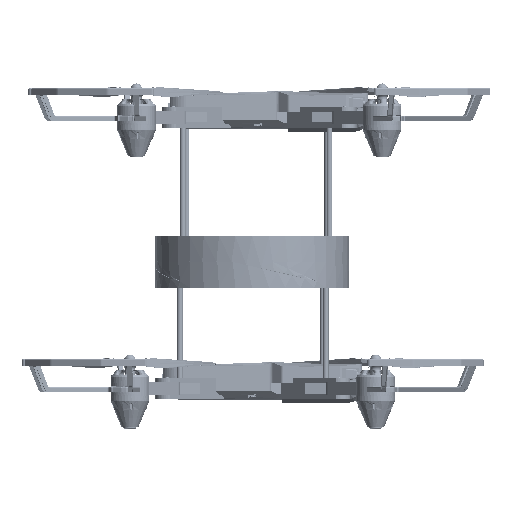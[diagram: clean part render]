
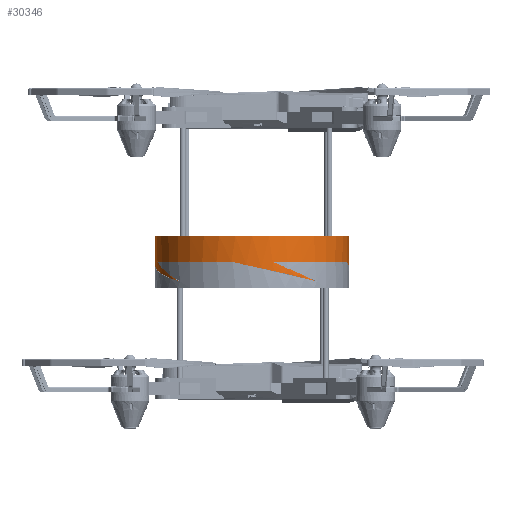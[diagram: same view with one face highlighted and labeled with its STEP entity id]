
A CAD part, front view. The second image highlights one B-rep face of the part: STEP entity #30346.
In plain terms, the highlighted cylindrical face has radius 75 mm (diameter 150 mm), a full revolution.
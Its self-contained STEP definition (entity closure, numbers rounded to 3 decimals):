
#1421=B_SPLINE_CURVE_WITH_KNOTS('',3,(#48234,#48235,#48236,#48237,#48238),
 .UNSPECIFIED.,.F.,.F.,(4,1,4),(0.,0.286,0.5),
 .UNSPECIFIED.);
#1423=B_SPLINE_CURVE_WITH_KNOTS('',3,(#48270,#48271,#48272,#48273,#48274,
#48275),.UNSPECIFIED.,.F.,.F.,(4,1,1,4),(0.,0.398,0.663,
0.929),.UNSPECIFIED.);
#1425=B_SPLINE_CURVE_WITH_KNOTS('',3,(#48303,#48304,#48305,#48306,#48307),
 .UNSPECIFIED.,.F.,.F.,(4,1,4),(0.,0.286,0.5),
 .UNSPECIFIED.);
#1427=B_SPLINE_CURVE_WITH_KNOTS('',3,(#48339,#48340,#48341,#48342,#48343,
#48344),.UNSPECIFIED.,.F.,.F.,(4,1,1,4),(0.,0.398,0.663,
0.929),.UNSPECIFIED.);
#1429=B_SPLINE_CURVE_WITH_KNOTS('',3,(#48372,#48373,#48374,#48375,#48376),
 .UNSPECIFIED.,.F.,.F.,(4,1,4),(0.,0.286,0.5),
 .UNSPECIFIED.);
#1431=B_SPLINE_CURVE_WITH_KNOTS('',3,(#48408,#48409,#48410,#48411,#48412,
#48413),.UNSPECIFIED.,.F.,.F.,(4,1,1,4),(0.,0.398,0.663,
0.929),.UNSPECIFIED.);
#1435=B_SPLINE_CURVE_WITH_KNOTS('',3,(#48437,#48438,#48439,#48440,#48441,
#48442),.UNSPECIFIED.,.F.,.F.,(4,1,1,4),(0.214,0.398,
0.663,0.929),.UNSPECIFIED.);
#1436=B_SPLINE_CURVE_WITH_KNOTS('',3,(#48443,#48444,#48445,#48446,#48447),
 .UNSPECIFIED.,.F.,.F.,(4,1,4),(0.,0.286,0.5),
 .UNSPECIFIED.);
#1437=B_SPLINE_CURVE_WITH_KNOTS('',3,(#48448,#48449,#48450,#48451),
 .UNSPECIFIED.,.F.,.F.,(4,4),(0.,0.214),.UNSPECIFIED.);
#3512=FACE_OUTER_BOUND('',#5453,.T.);
#5453=EDGE_LOOP('',(#22762,#22763,#22764,#22765,#22766,#22767,#22768,#22769,
#22770,#22771,#22772,#22773,#22774,#22775,#22776,#22777));
#7515=LINE('',#48435,#9869);
#9869=VECTOR('',#37144,70.);
#11974=CIRCLE('',#32637,75.);
#11975=CIRCLE('',#32639,75.);
#11978=CIRCLE('',#32643,75.);
#11979=CIRCLE('',#32645,75.);
#11981=CIRCLE('',#32648,75.);
#13585=VERTEX_POINT('',#48168);
#13587=VERTEX_POINT('',#48172);
#13589=VERTEX_POINT('',#48177);
#13590=VERTEX_POINT('',#48179);
#13593=VERTEX_POINT('',#48186);
#13595=VERTEX_POINT('',#48190);
#13597=VERTEX_POINT('',#48195);
#13598=VERTEX_POINT('',#48197);
#13600=VERTEX_POINT('',#48203);
#13603=VERTEX_POINT('',#48233);
#13605=VERTEX_POINT('',#48302);
#13607=VERTEX_POINT('',#48371);
#13610=VERTEX_POINT('',#48434);
#13611=VERTEX_POINT('',#48436);
#16960=EDGE_CURVE('',#13585,#13587,#11974,.T.);
#16962=EDGE_CURVE('',#13590,#13589,#11975,.T.);
#16968=EDGE_CURVE('',#13593,#13595,#11978,.T.);
#16970=EDGE_CURVE('',#13598,#13597,#11979,.T.);
#16973=EDGE_CURVE('',#13600,#13600,#11981,.T.);
#16976=EDGE_CURVE('',#13590,#13603,#1421,.T.);
#16979=EDGE_CURVE('',#13595,#13603,#1423,.T.);
#16981=EDGE_CURVE('',#13598,#13605,#1425,.T.);
#16984=EDGE_CURVE('',#13605,#13587,#1427,.T.);
#16986=EDGE_CURVE('',#13585,#13607,#1429,.T.);
#16989=EDGE_CURVE('',#13589,#13607,#1431,.T.);
#16994=EDGE_CURVE('',#13600,#13610,#7515,.T.);
#16995=EDGE_CURVE('',#13610,#13611,#1435,.T.);
#16996=EDGE_CURVE('',#13593,#13611,#1436,.T.);
#16997=EDGE_CURVE('',#13597,#13610,#1437,.T.);
#22762=ORIENTED_EDGE('',*,*,#16973,.F.);
#22763=ORIENTED_EDGE('',*,*,#16994,.T.);
#22764=ORIENTED_EDGE('',*,*,#16995,.T.);
#22765=ORIENTED_EDGE('',*,*,#16996,.F.);
#22766=ORIENTED_EDGE('',*,*,#16968,.T.);
#22767=ORIENTED_EDGE('',*,*,#16979,.T.);
#22768=ORIENTED_EDGE('',*,*,#16976,.F.);
#22769=ORIENTED_EDGE('',*,*,#16962,.T.);
#22770=ORIENTED_EDGE('',*,*,#16989,.T.);
#22771=ORIENTED_EDGE('',*,*,#16986,.F.);
#22772=ORIENTED_EDGE('',*,*,#16960,.T.);
#22773=ORIENTED_EDGE('',*,*,#16984,.F.);
#22774=ORIENTED_EDGE('',*,*,#16981,.F.);
#22775=ORIENTED_EDGE('',*,*,#16970,.T.);
#22776=ORIENTED_EDGE('',*,*,#16997,.T.);
#22777=ORIENTED_EDGE('',*,*,#16994,.F.);
#29461=CYLINDRICAL_SURFACE('',#32651,75.);
#30346=ADVANCED_FACE('',(#3512),#29461,.T.);
#32637=AXIS2_PLACEMENT_3D('',#48174,#37104,#37105);
#32639=AXIS2_PLACEMENT_3D('',#48180,#37109,#37110);
#32643=AXIS2_PLACEMENT_3D('',#48192,#37120,#37121);
#32645=AXIS2_PLACEMENT_3D('',#48198,#37125,#37126);
#32648=AXIS2_PLACEMENT_3D('',#48204,#37132,#37133);
#32651=AXIS2_PLACEMENT_3D('',#48433,#37142,#37143);
#37104=DIRECTION('center_axis',(0.,0.,1.));
#37105=DIRECTION('ref_axis',(1.,0.,0.));
#37109=DIRECTION('center_axis',(0.,0.,1.));
#37110=DIRECTION('ref_axis',(1.,0.,0.));
#37120=DIRECTION('center_axis',(0.,0.,1.));
#37121=DIRECTION('ref_axis',(1.,0.,0.));
#37125=DIRECTION('center_axis',(0.,0.,1.));
#37126=DIRECTION('ref_axis',(1.,0.,0.));
#37132=DIRECTION('center_axis',(0.,0.,1.));
#37133=DIRECTION('ref_axis',(1.,0.,0.));
#37142=DIRECTION('center_axis',(0.,0.,1.));
#37143=DIRECTION('ref_axis',(1.,0.,0.));
#37144=DIRECTION('',(0.,0.,-1.));
#48168=CARTESIAN_POINT('',(73.285,15.949,20.));
#48172=CARTESIAN_POINT('',(15.949,73.285,20.));
#48174=CARTESIAN_POINT('Origin',(0.,0.,20.));
#48177=CARTESIAN_POINT('',(73.285,-15.949,20.));
#48179=CARTESIAN_POINT('',(15.949,-73.285,20.));
#48180=CARTESIAN_POINT('Origin',(0.,0.,20.));
#48186=CARTESIAN_POINT('',(-73.285,-15.949,20.));
#48190=CARTESIAN_POINT('',(-15.949,-73.285,20.));
#48192=CARTESIAN_POINT('Origin',(0.,0.,20.));
#48195=CARTESIAN_POINT('',(-73.285,15.949,20.));
#48197=CARTESIAN_POINT('',(-15.949,73.285,20.));
#48198=CARTESIAN_POINT('Origin',(0.,0.,20.));
#48203=CARTESIAN_POINT('',(-75.,0.,40.));
#48204=CARTESIAN_POINT('Origin',(0.,0.,40.));
#48233=CARTESIAN_POINT('',(49.131,-56.667,4.999));
#48234=CARTESIAN_POINT('Ctrl Pts',(15.949,-73.285,20.));
#48235=CARTESIAN_POINT('Ctrl Pts',(22.928,-71.766,17.143));
#48236=CARTESIAN_POINT('Ctrl Pts',(34.758,-67.35,12.142));
#48237=CARTESIAN_POINT('Ctrl Pts',(45.083,-60.177,7.142));
#48238=CARTESIAN_POINT('Ctrl Pts',(49.131,-56.667,4.999));
#48270=CARTESIAN_POINT('Ctrl Pts',(-15.949,-73.285,
20.));
#48271=CARTESIAN_POINT('Ctrl Pts',(-6.227,-75.4,
17.857));
#48272=CARTESIAN_POINT('Ctrl Pts',(10.68,-75.656,14.285));
#48273=CARTESIAN_POINT('Ctrl Pts',(32.938,-68.36,9.285));
#48274=CARTESIAN_POINT('Ctrl Pts',(44.119,-61.012,6.428));
#48275=CARTESIAN_POINT('Ctrl Pts',(49.131,-56.667,4.999));
#48302=CARTESIAN_POINT('',(-49.131,56.667,4.999));
#48303=CARTESIAN_POINT('Ctrl Pts',(-15.949,73.285,20.));
#48304=CARTESIAN_POINT('Ctrl Pts',(-22.928,71.766,17.143));
#48305=CARTESIAN_POINT('Ctrl Pts',(-34.758,67.35,12.142));
#48306=CARTESIAN_POINT('Ctrl Pts',(-45.083,60.177,7.142));
#48307=CARTESIAN_POINT('Ctrl Pts',(-49.131,56.667,4.999));
#48339=CARTESIAN_POINT('Ctrl Pts',(-49.131,56.667,4.999));
#48340=CARTESIAN_POINT('Ctrl Pts',(-41.614,63.185,7.142));
#48341=CARTESIAN_POINT('Ctrl Pts',(-26.899,71.515,10.714));
#48342=CARTESIAN_POINT('Ctrl Pts',(-3.868,75.783,15.714));
#48343=CARTESIAN_POINT('Ctrl Pts',(9.468,74.695,18.571));
#48344=CARTESIAN_POINT('Ctrl Pts',(15.949,73.285,20.));
#48371=CARTESIAN_POINT('',(56.667,49.131,4.999));
#48372=CARTESIAN_POINT('Ctrl Pts',(73.285,15.949,20.));
#48373=CARTESIAN_POINT('Ctrl Pts',(71.766,22.928,17.143));
#48374=CARTESIAN_POINT('Ctrl Pts',(67.35,34.758,12.142));
#48375=CARTESIAN_POINT('Ctrl Pts',(60.177,45.083,7.142));
#48376=CARTESIAN_POINT('Ctrl Pts',(56.667,49.131,4.999));
#48408=CARTESIAN_POINT('Ctrl Pts',(73.285,-15.949,20.));
#48409=CARTESIAN_POINT('Ctrl Pts',(75.4,-6.227,17.857));
#48410=CARTESIAN_POINT('Ctrl Pts',(75.656,10.68,14.285));
#48411=CARTESIAN_POINT('Ctrl Pts',(68.36,32.938,9.285));
#48412=CARTESIAN_POINT('Ctrl Pts',(61.012,44.119,6.428));
#48413=CARTESIAN_POINT('Ctrl Pts',(56.667,49.131,4.999));
#48433=CARTESIAN_POINT('Origin',(0.,0.,0.));
#48434=CARTESIAN_POINT('',(-74.995,0.,16.538));
#48435=CARTESIAN_POINT('',(-75.,0.,0.));
#48436=CARTESIAN_POINT('',(-56.667,-49.131,4.999));
#48437=CARTESIAN_POINT('Ctrl Pts',(-74.995,0.,
16.538));
#48438=CARTESIAN_POINT('Ctrl Pts',(-74.995,-4.592,
15.549));
#48439=CARTESIAN_POINT('Ctrl Pts',(-73.972,-15.816,
13.131));
#48440=CARTESIAN_POINT('Ctrl Pts',(-68.36,-32.938,
9.285));
#48441=CARTESIAN_POINT('Ctrl Pts',(-61.012,-44.119,
6.428));
#48442=CARTESIAN_POINT('Ctrl Pts',(-56.667,-49.131,
4.999));
#48443=CARTESIAN_POINT('Ctrl Pts',(-73.285,-15.949,
20.));
#48444=CARTESIAN_POINT('Ctrl Pts',(-71.766,-22.928,
17.143));
#48445=CARTESIAN_POINT('Ctrl Pts',(-67.35,-34.758,
12.142));
#48446=CARTESIAN_POINT('Ctrl Pts',(-60.177,-45.083,
7.142));
#48447=CARTESIAN_POINT('Ctrl Pts',(-56.667,-49.131,
4.999));
#48448=CARTESIAN_POINT('Ctrl Pts',(-73.285,15.949,20.));
#48449=CARTESIAN_POINT('Ctrl Pts',(-74.424,10.714,18.846));
#48450=CARTESIAN_POINT('Ctrl Pts',(-74.994,5.357,17.692));
#48451=CARTESIAN_POINT('Ctrl Pts',(-74.995,0.,
16.538));
